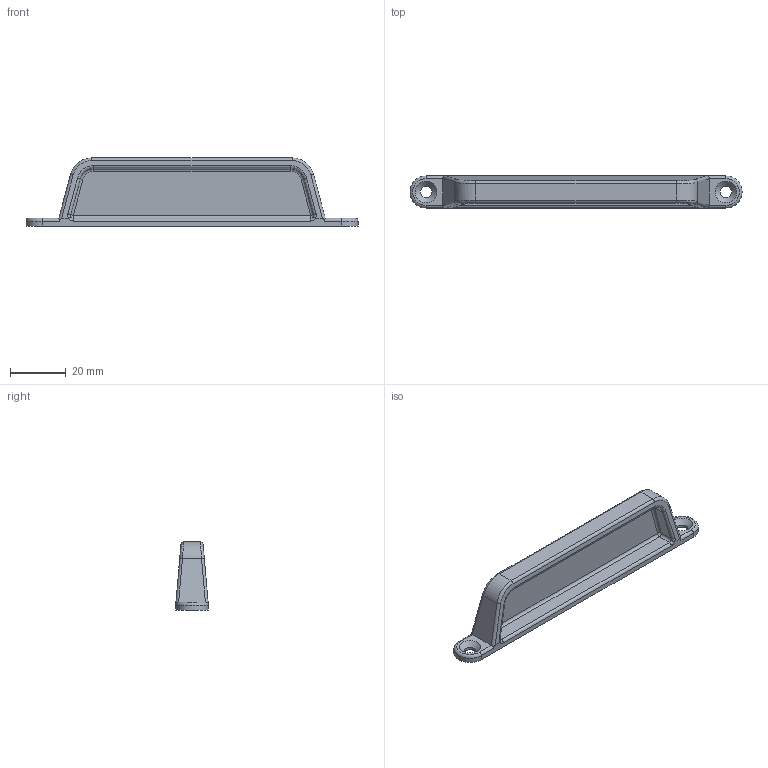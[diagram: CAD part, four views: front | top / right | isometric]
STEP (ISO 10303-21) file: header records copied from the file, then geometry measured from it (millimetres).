
FILE_DESCRIPTION((''),'2;1');
FILE_NAME('620112.ipt.stp','2010-09-05T12:18:57',(''),(''),'Autodesk Inventor 2010','Autodesk Inventor 2010','');
FILE_SCHEMA(('AUTOMOTIVE_DESIGN { 1 0 10303 214 1 1 1 1 }'));
Length unit declared in the file: millimetre
Products named in the file (1): 620112
Bounding box: 119.6 x 11.6 x 24.5 mm (x, y, z)
Volume: 13297.4 mm3; surface area: 8223.4 mm2
Topology: 1 solids, 1 shells, 61 faces, 147 edges, 86 vertices
Faces by surface type: cylinder 26, bspline 18, plane 15, torus 2
Entity records: 2165 total; most frequent: CARTESIAN_POINT 763, DIRECTION 295, ORIENTED_EDGE 282, EDGE_CURVE 141, AXIS2_PLACEMENT_3D 118, VERTEX_POINT 86, EDGE_LOOP 69, FACE_OUTER_BOUND 61
